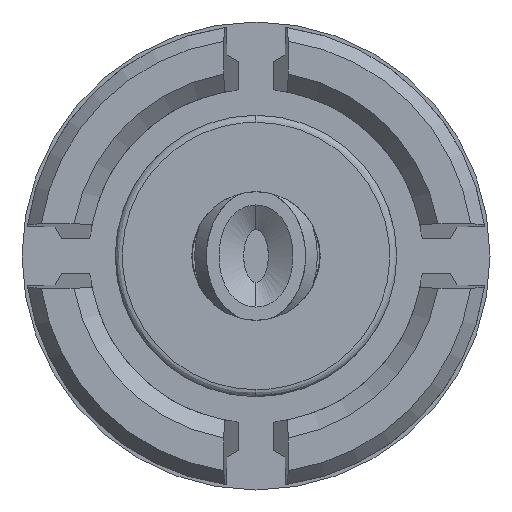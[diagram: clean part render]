
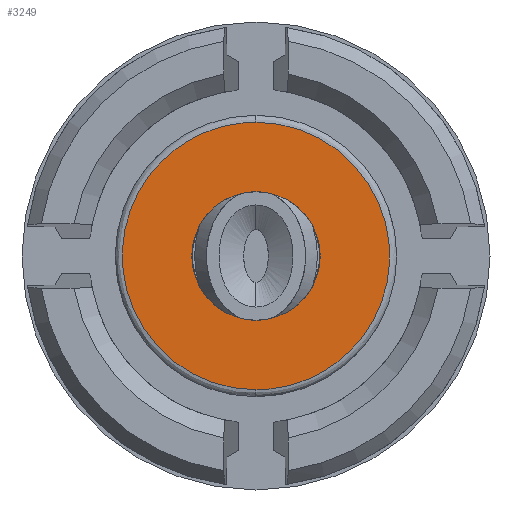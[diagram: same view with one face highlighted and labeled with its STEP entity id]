
A CAD part, left-side view. The second image highlights one B-rep face of the part: STEP entity #3249.
In plain terms, the highlighted planar face has unit normal (-1, 0, 0).
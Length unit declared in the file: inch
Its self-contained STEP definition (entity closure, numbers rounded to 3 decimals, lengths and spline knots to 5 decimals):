
#346 = DIRECTION ( 'NONE',  ( 0., 0., 1. ) ) ;
#606 = ORIENTED_EDGE ( 'NONE', *, *, #3182, .F. ) ;
#787 = VERTEX_POINT ( 'NONE', #7207 ) ;
#921 = AXIS2_PLACEMENT_3D ( 'NONE', #4569, #4534, #2253 ) ;
#961 = DIRECTION ( 'NONE',  ( 1., 0., 0. ) ) ;
#987 = FACE_BOUND ( 'NONE', #4768, .T. ) ;
#1002 = VERTEX_POINT ( 'NONE', #2382 ) ;
#1102 = EDGE_LOOP ( 'NONE', ( #4517, #606 ) ) ;
#1341 = CARTESIAN_POINT ( 'NONE',  ( 0.005, 0., -0.038 ) ) ;
#1486 = CARTESIAN_POINT ( 'NONE',  ( 0.005, 0., 0.038 ) ) ;
#1939 = CARTESIAN_POINT ( 'NONE',  ( 0.005, 0., 0.038 ) ) ;
#2024 = PLANE ( 'NONE',  #2913 ) ;
#2050 = VERTEX_POINT ( 'NONE', #1486 ) ;
#2253 = DIRECTION ( 'NONE',  ( 0., 0., 1. ) ) ;
#2382 = CARTESIAN_POINT ( 'NONE',  ( 0.005, 0., -0.01825 ) ) ;
#2508 = CARTESIAN_POINT ( 'NONE',  ( 0.005, -0.076, -0.038 ) ) ;
#2683 = CARTESIAN_POINT ( 'NONE',  ( 0.005, 0., 0. ) ) ;
#2913 = AXIS2_PLACEMENT_3D ( 'NONE', #3243, #6602, #346 ) ;
#3130 = EDGE_CURVE ( 'NONE', #787, #2050, #6556, .T. ) ;
#3182 = EDGE_CURVE ( 'NONE', #2050, #787, #3250, .T. ) ;
#3243 = CARTESIAN_POINT ( 'NONE',  ( 0.005, 0., 0. ) ) ;
#3249 = ADVANCED_FACE ( 'NONE', ( #987, #4769 ), #2024, .T. ) ;
#3250 =( BOUNDED_CURVE ( )  B_SPLINE_CURVE ( 3, ( #1939, #5894, #2508, #7085 ),
 .UNSPECIFIED., .F., .F. ) 
 B_SPLINE_CURVE_WITH_KNOTS ( ( 4, 4 ),
 ( 0., 1. ),
 .UNSPECIFIED. ) 
 CURVE ( )  GEOMETRIC_REPRESENTATION_ITEM ( )  RATIONAL_B_SPLINE_CURVE ( ( 1., 0.333, 0.333, 1. ) ) 
 REPRESENTATION_ITEM ( '' )  );
#3729 = EDGE_CURVE ( 'NONE', #5003, #1002, #6857, .T. ) ;
#4309 = CARTESIAN_POINT ( 'NONE',  ( 0.005, 0.076, -0.038 ) ) ;
#4517 = ORIENTED_EDGE ( 'NONE', *, *, #3130, .F. ) ;
#4534 = DIRECTION ( 'NONE',  ( 1., 0., 0. ) ) ;
#4569 = CARTESIAN_POINT ( 'NONE',  ( 0.005, 0., 0. ) ) ;
#4768 = EDGE_LOOP ( 'NONE', ( #6573, #6892 ) ) ;
#4769 = FACE_OUTER_BOUND ( 'NONE', #1102, .T. ) ;
#4861 = CARTESIAN_POINT ( 'NONE',  ( 0.005, 0.076, 0.038 ) ) ;
#5003 = VERTEX_POINT ( 'NONE', #5924 ) ;
#5365 = CIRCLE ( 'NONE', #921, 0.01825 ) ;
#5894 = CARTESIAN_POINT ( 'NONE',  ( 0.005, -0.076, 0.038 ) ) ;
#5924 = CARTESIAN_POINT ( 'NONE',  ( 0.005, 0., 0.01825 ) ) ;
#6212 = EDGE_CURVE ( 'NONE', #1002, #5003, #5365, .T. ) ;
#6556 =( BOUNDED_CURVE ( )  B_SPLINE_CURVE ( 3, ( #1341, #4309, #4861, #7103 ),
 .UNSPECIFIED., .F., .F. ) 
 B_SPLINE_CURVE_WITH_KNOTS ( ( 4, 4 ),
 ( 0., 1. ),
 .UNSPECIFIED. ) 
 CURVE ( )  GEOMETRIC_REPRESENTATION_ITEM ( )  RATIONAL_B_SPLINE_CURVE ( ( 1., 0.333, 0.333, 1. ) ) 
 REPRESENTATION_ITEM ( '' )  );
#6573 = ORIENTED_EDGE ( 'NONE', *, *, #3729, .T. ) ;
#6602 = DIRECTION ( 'NONE',  ( -1., 0., 0. ) ) ;
#6857 = CIRCLE ( 'NONE', #7052, 0.01825 ) ;
#6892 = ORIENTED_EDGE ( 'NONE', *, *, #6212, .T. ) ;
#7052 = AXIS2_PLACEMENT_3D ( 'NONE', #2683, #961, #7147 ) ;
#7085 = CARTESIAN_POINT ( 'NONE',  ( 0.005, 0., -0.038 ) ) ;
#7103 = CARTESIAN_POINT ( 'NONE',  ( 0.005, 0., 0.038 ) ) ;
#7147 = DIRECTION ( 'NONE',  ( 0., 0., 1. ) ) ;
#7207 = CARTESIAN_POINT ( 'NONE',  ( 0.005, 0., -0.038 ) ) ;
